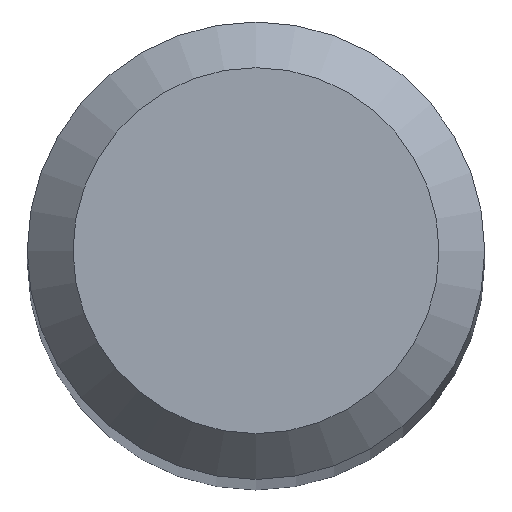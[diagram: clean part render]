
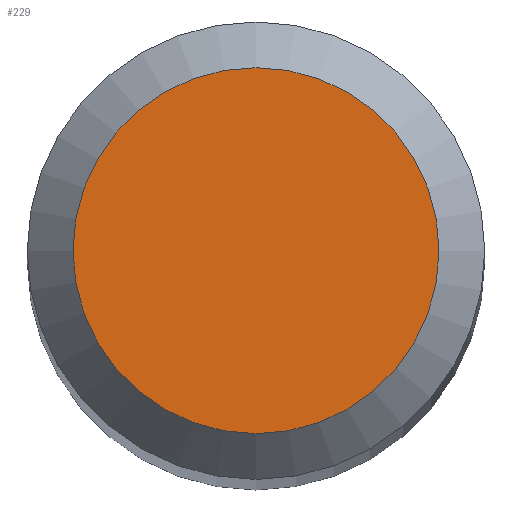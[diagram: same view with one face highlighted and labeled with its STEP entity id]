
A CAD part, top view. The second image highlights one B-rep face of the part: STEP entity #229.
In plain terms, the highlighted planar face has unit normal (0, 0, 1).
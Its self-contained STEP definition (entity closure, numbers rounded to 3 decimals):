
#6 = FACE_OUTER_BOUND ( 'NONE', #70, .T. ) ;
#58 = DIRECTION ( 'NONE',  ( 0., 0., -1. ) ) ;
#62 = CARTESIAN_POINT ( 'NONE',  ( 0., 0., 43. ) ) ;
#65 = ORIENTED_EDGE ( 'NONE', *, *, #236, .F. ) ;
#70 = EDGE_LOOP ( 'NONE', ( #65 ) ) ;
#89 = AXIS2_PLACEMENT_3D ( 'NONE', #62, #181, #156 ) ;
#105 = CARTESIAN_POINT ( 'NONE',  ( 0., 1., 43. ) ) ;
#107 = CARTESIAN_POINT ( 'NONE',  ( 0., 0., 43. ) ) ;
#130 = CIRCLE ( 'NONE', #298, 1. ) ;
#131 = VERTEX_POINT ( 'NONE', #105 ) ;
#156 = DIRECTION ( 'NONE',  ( 0., 1., 0. ) ) ;
#174 = PLANE ( 'NONE',  #89 ) ;
#181 = DIRECTION ( 'NONE',  ( 0., 0., -1. ) ) ;
#202 = DIRECTION ( 'NONE',  ( 0., 1., 0. ) ) ;
#229 = ADVANCED_FACE ( 'NONE', ( #6 ), #174, .F. ) ;
#236 = EDGE_CURVE ( 'NONE', #131, #131, #130, .T. ) ;
#298 = AXIS2_PLACEMENT_3D ( 'NONE', #107, #58, #202 ) ;
